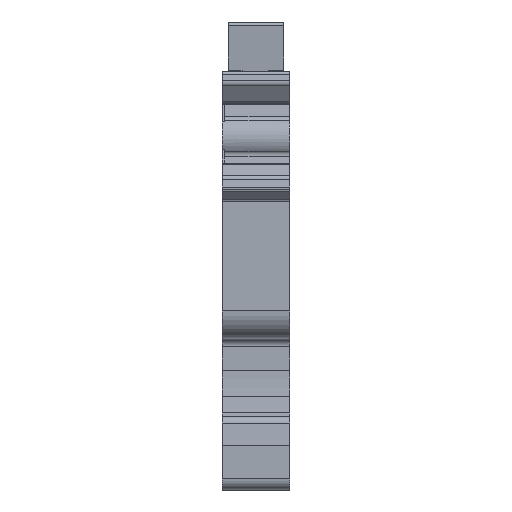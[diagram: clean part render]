
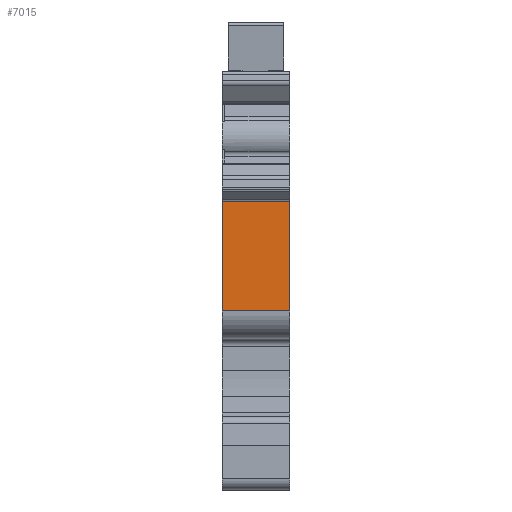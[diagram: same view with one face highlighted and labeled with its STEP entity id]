
A CAD part, left-side view. The second image highlights one B-rep face of the part: STEP entity #7015.
In plain terms, the highlighted planar face has unit normal (-1, 0, 0).
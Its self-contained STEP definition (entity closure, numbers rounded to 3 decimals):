
#2147 = EDGE_CURVE ( 'NONE', #21305, #16971, #29675, .T. ) ;
#2276 = FACE_OUTER_BOUND ( 'NONE', #9932, .T. ) ;
#2840 = VECTOR ( 'NONE', #13546, 1000. ) ;
#3178 = CARTESIAN_POINT ( 'NONE',  ( -43.5, 0., 18.488 ) ) ;
#3706 = ORIENTED_EDGE ( 'NONE', *, *, #18583, .T. ) ;
#4312 = VERTEX_POINT ( 'NONE', #5405 ) ;
#5405 = CARTESIAN_POINT ( 'NONE',  ( -43.5, 6., 18.488 ) ) ;
#6161 = CARTESIAN_POINT ( 'NONE',  ( -43.5, 0., 18.488 ) ) ;
#6239 = CARTESIAN_POINT ( 'NONE',  ( -43.5, 0., 18.488 ) ) ;
#6333 = DIRECTION ( 'NONE',  ( 0., 0., 1. ) ) ;
#6925 = VECTOR ( 'NONE', #6333, 1000. ) ;
#7015 = ADVANCED_FACE ( 'NONE', ( #2276 ), #12638, .T. ) ;
#8656 = LINE ( 'NONE', #3178, #2840 ) ;
#9932 = EDGE_LOOP ( 'NONE', ( #30158, #16962, #26101, #3706 ) ) ;
#11405 = LINE ( 'NONE', #32207, #17212 ) ;
#12433 = LINE ( 'NONE', #22886, #32206 ) ;
#12638 = PLANE ( 'NONE',  #13868 ) ;
#13546 = DIRECTION ( 'NONE',  ( 0., 1., 0. ) ) ;
#13868 = AXIS2_PLACEMENT_3D ( 'NONE', #30567, #21486, #31861 ) ;
#14455 = VERTEX_POINT ( 'NONE', #22768 ) ;
#16962 = ORIENTED_EDGE ( 'NONE', *, *, #23420, .F. ) ;
#16971 = VERTEX_POINT ( 'NONE', #6239 ) ;
#17212 = VECTOR ( 'NONE', #29504, 1000. ) ;
#17400 = DIRECTION ( 'NONE',  ( 0., 1., 0. ) ) ;
#18583 = EDGE_CURVE ( 'NONE', #16971, #4312, #8656, .T. ) ;
#21305 = VERTEX_POINT ( 'NONE', #23313 ) ;
#21486 = DIRECTION ( 'NONE',  ( -1., 0., 0. ) ) ;
#22768 = CARTESIAN_POINT ( 'NONE',  ( -43.5, 6., 8.734 ) ) ;
#22886 = CARTESIAN_POINT ( 'NONE',  ( -43.5, 0., 8.734 ) ) ;
#23313 = CARTESIAN_POINT ( 'NONE',  ( -43.5, 0., 8.734 ) ) ;
#23420 = EDGE_CURVE ( 'NONE', #21305, #14455, #12433, .T. ) ;
#26101 = ORIENTED_EDGE ( 'NONE', *, *, #2147, .T. ) ;
#28550 = EDGE_CURVE ( 'NONE', #14455, #4312, #11405, .T. ) ;
#29504 = DIRECTION ( 'NONE',  ( 0., 0., 1. ) ) ;
#29675 = LINE ( 'NONE', #6161, #6925 ) ;
#30158 = ORIENTED_EDGE ( 'NONE', *, *, #28550, .F. ) ;
#30567 = CARTESIAN_POINT ( 'NONE',  ( -43.5, 0., 18.488 ) ) ;
#31861 = DIRECTION ( 'NONE',  ( 0., 1., 0. ) ) ;
#32206 = VECTOR ( 'NONE', #17400, 1000. ) ;
#32207 = CARTESIAN_POINT ( 'NONE',  ( -43.5, 6., 18.488 ) ) ;
